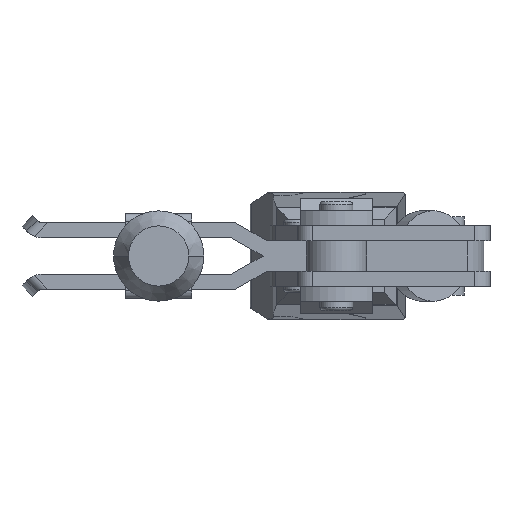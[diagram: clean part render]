
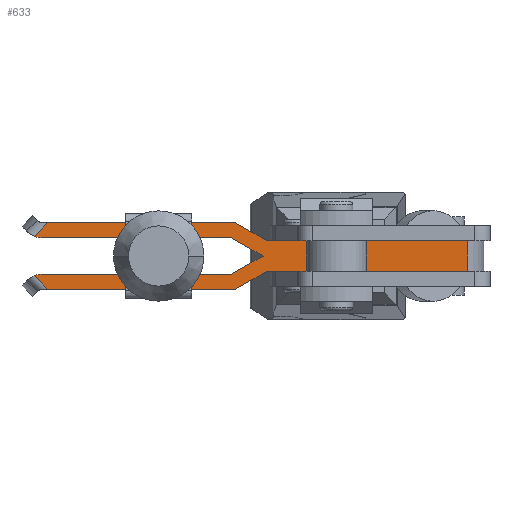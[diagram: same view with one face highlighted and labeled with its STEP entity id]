
A CAD part, front view. The second image highlights one B-rep face of the part: STEP entity #633.
In plain terms, the highlighted planar face has unit normal (0, -1, 0).
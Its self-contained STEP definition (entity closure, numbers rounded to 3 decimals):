
#633=ADVANCED_FACE('',(#1553),#1554,.F.);
#1553=FACE_OUTER_BOUND('',#2775,.T.);
#1554=PLANE('',#2776);
#2775=EDGE_LOOP('',(#4610,#4611,#4612,#4613,#4614,#4615,#4616,#4617,#4618,#4619,#4620,#4621,#4622,#4623,#4624));
#2776=AXIS2_PLACEMENT_3D('',#4625,#4626,#4627);
#4610=ORIENTED_EDGE('',*,*,#7361,.F.);
#4611=ORIENTED_EDGE('',*,*,#7319,.T.);
#4612=ORIENTED_EDGE('',*,*,#7367,.F.);
#4613=ORIENTED_EDGE('',*,*,#7404,.F.);
#4614=ORIENTED_EDGE('',*,*,#7400,.F.);
#4615=ORIENTED_EDGE('',*,*,#7396,.F.);
#4616=ORIENTED_EDGE('',*,*,#7392,.F.);
#4617=ORIENTED_EDGE('',*,*,#7336,.F.);
#4618=ORIENTED_EDGE('',*,*,#7408,.T.);
#4619=ORIENTED_EDGE('',*,*,#7371,.F.);
#4620=ORIENTED_EDGE('',*,*,#7389,.F.);
#4621=ORIENTED_EDGE('',*,*,#7386,.F.);
#4622=ORIENTED_EDGE('',*,*,#7288,.T.);
#4623=ORIENTED_EDGE('',*,*,#7382,.F.);
#4624=ORIENTED_EDGE('',*,*,#7378,.F.);
#4625=CARTESIAN_POINT('',(-67.3,-6.0,6.5));
#4626=DIRECTION('',(-0.0,1.0,0.0));
#4627=DIRECTION('',(1.0,0.0,0.0));
#7288=EDGE_CURVE('',#8756,#8754,#8757,.T.);
#7319=EDGE_CURVE('',#8805,#8803,#8806,.T.);
#7336=EDGE_CURVE('',#8831,#8833,#8834,.T.);
#7361=EDGE_CURVE('',#8805,#8869,#8870,.T.);
#7367=EDGE_CURVE('',#8877,#8803,#8879,.T.);
#7371=EDGE_CURVE('',#8883,#8885,#8886,.T.);
#7378=EDGE_CURVE('',#8869,#8893,#8894,.T.);
#7382=EDGE_CURVE('',#8893,#8754,#8899,.T.);
#7386=EDGE_CURVE('',#8756,#8904,#8905,.T.);
#7389=EDGE_CURVE('',#8904,#8883,#8908,.T.);
#7392=EDGE_CURVE('',#8833,#8911,#8912,.T.);
#7396=EDGE_CURVE('',#8911,#8917,#8918,.T.);
#7400=EDGE_CURVE('',#8917,#8923,#8924,.T.);
#7404=EDGE_CURVE('',#8923,#8877,#8929,.T.);
#7408=EDGE_CURVE('',#8831,#8885,#8933,.T.);
#8754=VERTEX_POINT('',#10818);
#8756=VERTEX_POINT('',#10820);
#8757=LINE('',#10821,#10822);
#8803=VERTEX_POINT('',#10875);
#8805=VERTEX_POINT('',#10884);
#8806=LINE('',#10885,#10886);
#8831=VERTEX_POINT('',#10945);
#8833=VERTEX_POINT('',#10954);
#8834=CIRCLE('',#10955,3.5);
#8869=VERTEX_POINT('',#11013);
#8870=LINE('',#11014,#11015);
#8877=VERTEX_POINT('',#11024);
#8879=CIRCLE('',#11027,3.5);
#8883=VERTEX_POINT('',#11032);
#8885=VERTEX_POINT('',#11035);
#8886=LINE('',#11036,#11037);
#8893=VERTEX_POINT('',#11044);
#8894=LINE('',#11045,#11046);
#8899=LINE('',#11053,#11054);
#8904=VERTEX_POINT('',#11061);
#8905=LINE('',#11062,#11063);
#8908=LINE('',#11067,#11068);
#8911=VERTEX_POINT('',#11072);
#8912=LINE('',#11073,#11074);
#8917=VERTEX_POINT('',#11081);
#8918=LINE('',#11082,#11083);
#8923=VERTEX_POINT('',#11090);
#8924=LINE('',#11091,#11092);
#8929=LINE('',#11099,#11100);
#8933=LINE('',#11105,#11106);
#10818=CARTESIAN_POINT('',(3.292,-6.0,2.5));
#10820=CARTESIAN_POINT('',(3.292,-6.0,-2.5));
#10821=CARTESIAN_POINT('',(3.292,-6.0,-2.5));
#10822=VECTOR('',#13395,5.0);
#10875=CARTESIAN_POINT('',(-68.652,-6.0,3.272));
#10884=CARTESIAN_POINT('',(-66.423,-6.0,5.5));
#10885=CARTESIAN_POINT('',(-66.423,-6.0,5.5));
#10886=VECTOR('',#13448,3.152);
#10945=CARTESIAN_POINT('',(-68.652,-6.0,-3.272));
#10954=CARTESIAN_POINT('',(-67.3,-6.0,-3.0));
#10955=AXIS2_PLACEMENT_3D('',#13465,#13466,#13467);
#11013=CARTESIAN_POINT('',(-35.196,-6.0,5.5));
#11014=CARTESIAN_POINT('',(-66.423,-6.0,5.5));
#11015=VECTOR('',#13499,31.227);
#11024=CARTESIAN_POINT('',(-67.3,-6.0,3.0));
#11027=AXIS2_PLACEMENT_3D('',#13506,#13507,#13508);
#11032=CARTESIAN_POINT('',(-35.196,-6.0,-5.5));
#11035=CARTESIAN_POINT('',(-66.423,-6.0,-5.5));
#11036=CARTESIAN_POINT('',(-35.196,-6.0,-5.5));
#11037=VECTOR('',#13511,31.227);
#11044=CARTESIAN_POINT('',(-30.0,-6.0,2.5));
#11045=CARTESIAN_POINT('',(-35.196,-6.0,5.5));
#11046=VECTOR('',#13521,6.);
#11053=CARTESIAN_POINT('',(-30.0,-6.0,2.5));
#11054=VECTOR('',#13524,33.292);
#11061=CARTESIAN_POINT('',(-30.0,-6.0,-2.5));
#11062=CARTESIAN_POINT('',(3.292,-6.0,-2.5));
#11063=VECTOR('',#13527,33.292);
#11067=CARTESIAN_POINT('',(-30.0,-6.0,-2.5));
#11068=VECTOR('',#13529,6.);
#11072=CARTESIAN_POINT('',(-35.866,-6.0,-3.0));
#11073=CARTESIAN_POINT('',(-67.3,-6.0,-3.0));
#11074=VECTOR('',#13531,31.434);
#11081=CARTESIAN_POINT('',(-30.67,-6.0,0.));
#11082=CARTESIAN_POINT('',(-35.866,-6.0,-3.0));
#11083=VECTOR('',#13534,6.);
#11090=CARTESIAN_POINT('',(-35.866,-6.0,3.0));
#11091=CARTESIAN_POINT('',(-30.67,-6.0,0.));
#11092=VECTOR('',#13537,6.);
#11099=CARTESIAN_POINT('',(-35.866,-6.0,3.0));
#11100=VECTOR('',#13540,31.434);
#11105=CARTESIAN_POINT('',(-68.652,-6.0,-3.272));
#11106=VECTOR('',#13542,3.152);
#13395=DIRECTION('',(0.0,0.0,1.0));
#13448=DIRECTION('',(-0.707,0.0,-0.707));
#13465=CARTESIAN_POINT('',(-67.3,-6.0,-6.5));
#13466=DIRECTION('',(-0.0,1.0,0.0));
#13467=DIRECTION('',(1.0,0.0,0.0));
#13499=DIRECTION('',(1.0,0.0,0.0));
#13506=CARTESIAN_POINT('',(-67.3,-6.0,6.5));
#13507=DIRECTION('',(-0.0,1.0,0.0));
#13508=DIRECTION('',(1.0,0.0,0.0));
#13511=DIRECTION('',(-1.0,0.0,0.0));
#13521=DIRECTION('',(0.866,0.0,-0.5));
#13524=DIRECTION('',(1.0,0.0,0.0));
#13527=DIRECTION('',(-1.0,0.0,0.0));
#13529=DIRECTION('',(-0.866,0.0,-0.5));
#13531=DIRECTION('',(1.0,0.0,0.0));
#13534=DIRECTION('',(0.866,0.0,0.5));
#13537=DIRECTION('',(-0.866,0.0,0.5));
#13540=DIRECTION('',(-1.0,0.0,0.0));
#13542=DIRECTION('',(0.707,0.0,-0.707));
